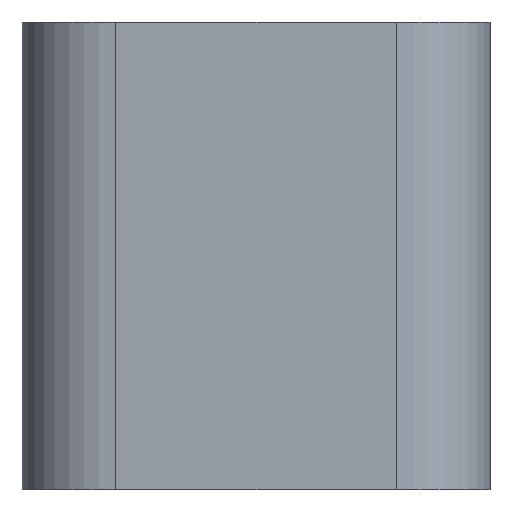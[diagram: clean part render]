
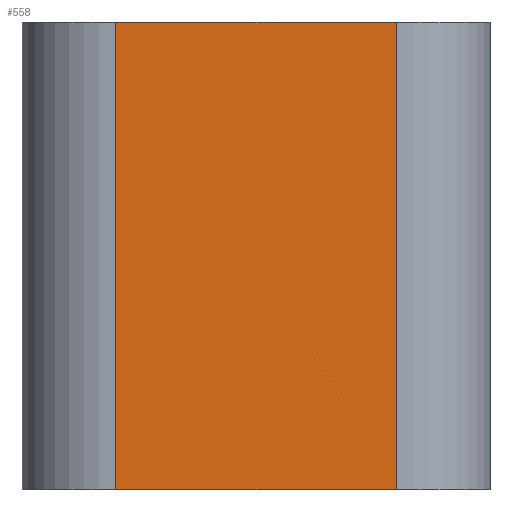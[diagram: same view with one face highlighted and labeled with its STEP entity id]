
A CAD part, left-side view. The second image highlights one B-rep face of the part: STEP entity #558.
In plain terms, the highlighted planar face has unit normal (-1, 0, 0).
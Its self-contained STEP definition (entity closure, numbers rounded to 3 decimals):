
#44 = PLANE('',#45);
#45 = AXIS2_PLACEMENT_3D('',#46,#47,#48);
#46 = CARTESIAN_POINT('',(0.,0.,0.));
#47 = DIRECTION('',(0.,0.,1.));
#48 = DIRECTION('',(1.,0.,-0.));
#72 = CYLINDRICAL_SURFACE('',#73,2.);
#73 = AXIS2_PLACEMENT_3D('',#74,#75,#76);
#74 = CARTESIAN_POINT('',(-13.,-3.,0.));
#75 = DIRECTION('',(0.,0.,1.));
#76 = DIRECTION('',(0.,-1.,0.));
#100 = PLANE('',#101);
#101 = AXIS2_PLACEMENT_3D('',#102,#103,#104);
#102 = CARTESIAN_POINT('',(0.,0.,10.));
#103 = DIRECTION('',(0.,0.,1.));
#104 = DIRECTION('',(1.,0.,-0.));
#252 = VERTEX_POINT('',#253);
#253 = CARTESIAN_POINT('',(-15.,3.,0.));
#268 = CYLINDRICAL_SURFACE('',#269,2.);
#269 = AXIS2_PLACEMENT_3D('',#270,#271,#272);
#270 = CARTESIAN_POINT('',(-13.,3.,0.));
#271 = DIRECTION('',(0.,0.,1.));
#272 = DIRECTION('',(-0.,1.,0.));
#280 = EDGE_CURVE('',#252,#281,#283,.T.);
#281 = VERTEX_POINT('',#282);
#282 = CARTESIAN_POINT('',(-15.,-3.,0.));
#283 = SURFACE_CURVE('',#284,(#288,#295),.PCURVE_S1.);
#284 = LINE('',#285,#286);
#285 = CARTESIAN_POINT('',(-15.,5.,0.));
#286 = VECTOR('',#287,1.);
#287 = DIRECTION('',(0.,-1.,0.));
#288 = PCURVE('',#44,#289);
#289 = DEFINITIONAL_REPRESENTATION('',(#290),#294);
#290 = LINE('',#291,#292);
#291 = CARTESIAN_POINT('',(-15.,5.));
#292 = VECTOR('',#293,1.);
#293 = DIRECTION('',(0.,-1.));
#294 = ( GEOMETRIC_REPRESENTATION_CONTEXT(2) 
PARAMETRIC_REPRESENTATION_CONTEXT() REPRESENTATION_CONTEXT('2D SPACE',''
  ) );
#295 = PCURVE('',#296,#301);
#296 = PLANE('',#297);
#297 = AXIS2_PLACEMENT_3D('',#298,#299,#300);
#298 = CARTESIAN_POINT('',(-15.,5.,0.));
#299 = DIRECTION('',(1.,0.,-0.));
#300 = DIRECTION('',(0.,-1.,0.));
#301 = DEFINITIONAL_REPRESENTATION('',(#302),#306);
#302 = LINE('',#303,#304);
#303 = CARTESIAN_POINT('',(0.,0.));
#304 = VECTOR('',#305,1.);
#305 = DIRECTION('',(1.,0.));
#306 = ( GEOMETRIC_REPRESENTATION_CONTEXT(2) 
PARAMETRIC_REPRESENTATION_CONTEXT() REPRESENTATION_CONTEXT('2D SPACE',''
  ) );
#338 = EDGE_CURVE('',#281,#339,#341,.T.);
#339 = VERTEX_POINT('',#340);
#340 = CARTESIAN_POINT('',(-15.,-3.,10.));
#341 = SURFACE_CURVE('',#342,(#346,#353),.PCURVE_S1.);
#342 = LINE('',#343,#344);
#343 = CARTESIAN_POINT('',(-15.,-3.,0.));
#344 = VECTOR('',#345,1.);
#345 = DIRECTION('',(0.,0.,1.));
#346 = PCURVE('',#72,#347);
#347 = DEFINITIONAL_REPRESENTATION('',(#348),#352);
#348 = LINE('',#349,#350);
#349 = CARTESIAN_POINT('',(-1.571,0.));
#350 = VECTOR('',#351,1.);
#351 = DIRECTION('',(-0.,1.));
#352 = ( GEOMETRIC_REPRESENTATION_CONTEXT(2) 
PARAMETRIC_REPRESENTATION_CONTEXT() REPRESENTATION_CONTEXT('2D SPACE',''
  ) );
#353 = PCURVE('',#296,#354);
#354 = DEFINITIONAL_REPRESENTATION('',(#355),#359);
#355 = LINE('',#356,#357);
#356 = CARTESIAN_POINT('',(8.,0.));
#357 = VECTOR('',#358,1.);
#358 = DIRECTION('',(0.,-1.));
#359 = ( GEOMETRIC_REPRESENTATION_CONTEXT(2) 
PARAMETRIC_REPRESENTATION_CONTEXT() REPRESENTATION_CONTEXT('2D SPACE',''
  ) );
#514 = VERTEX_POINT('',#515);
#515 = CARTESIAN_POINT('',(-15.,3.,10.));
#537 = EDGE_CURVE('',#514,#339,#538,.T.);
#538 = SURFACE_CURVE('',#539,(#543,#550),.PCURVE_S1.);
#539 = LINE('',#540,#541);
#540 = CARTESIAN_POINT('',(-15.,5.,10.));
#541 = VECTOR('',#542,1.);
#542 = DIRECTION('',(0.,-1.,0.));
#543 = PCURVE('',#100,#544);
#544 = DEFINITIONAL_REPRESENTATION('',(#545),#549);
#545 = LINE('',#546,#547);
#546 = CARTESIAN_POINT('',(-15.,5.));
#547 = VECTOR('',#548,1.);
#548 = DIRECTION('',(0.,-1.));
#549 = ( GEOMETRIC_REPRESENTATION_CONTEXT(2) 
PARAMETRIC_REPRESENTATION_CONTEXT() REPRESENTATION_CONTEXT('2D SPACE',''
  ) );
#550 = PCURVE('',#296,#551);
#551 = DEFINITIONAL_REPRESENTATION('',(#552),#556);
#552 = LINE('',#553,#554);
#553 = CARTESIAN_POINT('',(0.,-10.));
#554 = VECTOR('',#555,1.);
#555 = DIRECTION('',(1.,0.));
#556 = ( GEOMETRIC_REPRESENTATION_CONTEXT(2) 
PARAMETRIC_REPRESENTATION_CONTEXT() REPRESENTATION_CONTEXT('2D SPACE',''
  ) );
#558 = ADVANCED_FACE('',(#559),#296,.F.);
#559 = FACE_BOUND('',#560,.F.);
#560 = EDGE_LOOP('',(#561,#562,#583,#584));
#561 = ORIENTED_EDGE('',*,*,#280,.F.);
#562 = ORIENTED_EDGE('',*,*,#563,.T.);
#563 = EDGE_CURVE('',#252,#514,#564,.T.);
#564 = SURFACE_CURVE('',#565,(#569,#576),.PCURVE_S1.);
#565 = LINE('',#566,#567);
#566 = CARTESIAN_POINT('',(-15.,3.,0.));
#567 = VECTOR('',#568,1.);
#568 = DIRECTION('',(0.,0.,1.));
#569 = PCURVE('',#296,#570);
#570 = DEFINITIONAL_REPRESENTATION('',(#571),#575);
#571 = LINE('',#572,#573);
#572 = CARTESIAN_POINT('',(2.,0.));
#573 = VECTOR('',#574,1.);
#574 = DIRECTION('',(0.,-1.));
#575 = ( GEOMETRIC_REPRESENTATION_CONTEXT(2) 
PARAMETRIC_REPRESENTATION_CONTEXT() REPRESENTATION_CONTEXT('2D SPACE',''
  ) );
#576 = PCURVE('',#268,#577);
#577 = DEFINITIONAL_REPRESENTATION('',(#578),#582);
#578 = LINE('',#579,#580);
#579 = CARTESIAN_POINT('',(1.571,0.));
#580 = VECTOR('',#581,1.);
#581 = DIRECTION('',(0.,1.));
#582 = ( GEOMETRIC_REPRESENTATION_CONTEXT(2) 
PARAMETRIC_REPRESENTATION_CONTEXT() REPRESENTATION_CONTEXT('2D SPACE',''
  ) );
#583 = ORIENTED_EDGE('',*,*,#537,.T.);
#584 = ORIENTED_EDGE('',*,*,#338,.F.);
